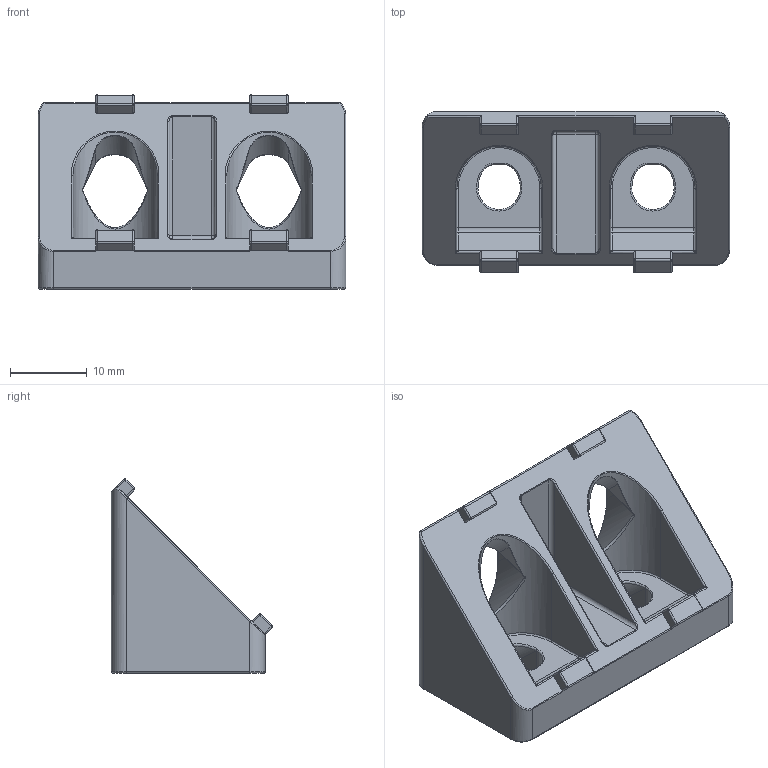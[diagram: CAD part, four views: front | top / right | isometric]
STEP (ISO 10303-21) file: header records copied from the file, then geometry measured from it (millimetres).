
FILE_DESCRIPTION(/* description */ (''),/* implementation_level */ '2;1');
FILE_NAME(/* name */ '304045.stp',/* time_stamp */ '2018-08-11T13:42:10+02:00',/* author */ ('Turek'),/* organization */ ('Alutec K&K'),/* preprocessor_version */ 'ST-DEVELOPER v16.1',/* originating_system */ 'Autodesk Inventor 2016',/* authorisation */ '');
FILE_SCHEMA (('AUTOMOTIVE_DESIGN { 1 0 10303 214 3 1 1 }'));
Length unit declared in the file: millimetre
Products named in the file (1): 304045
Bounding box: 40 x 20.98 x 25.28 mm (x, y, z)
Volume: 7092.7 mm3; surface area: 4956.7 mm2
Topology: 1 solids, 1 shells, 337 faces, 765 edges, 422 vertices
Faces by surface type: cylinder 147, bspline 72, plane 68, sphere 30, torus 20
Entity records: 11153 total; most frequent: CARTESIAN_POINT 3700, DIRECTION 1641, ORIENTED_EDGE 1506, EDGE_CURVE 753, AXIS2_PLACEMENT_3D 663, VERTEX_POINT 422, EDGE_LOOP 349, FACE_OUTER_BOUND 337
